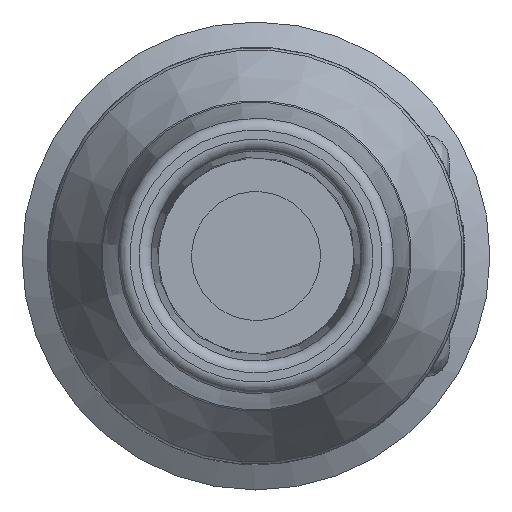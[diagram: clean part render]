
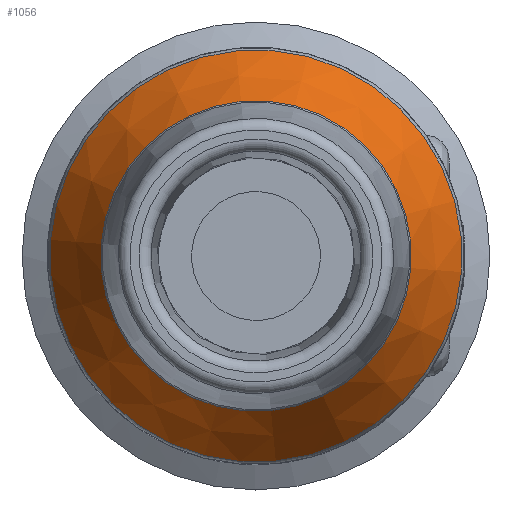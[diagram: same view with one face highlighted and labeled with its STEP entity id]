
A CAD part, front view. The second image highlights one B-rep face of the part: STEP entity #1056.
In plain terms, the highlighted conical face has half-angle 30 degrees and reference radius 4.65 mm.
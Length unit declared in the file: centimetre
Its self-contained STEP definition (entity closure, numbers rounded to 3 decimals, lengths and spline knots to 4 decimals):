
#154=CONICAL_SURFACE('',#1138,0.465,30.);
#206=FACE_BOUND('',#321,.T.);
#242=FACE_OUTER_BOUND('',#320,.T.);
#320=EDGE_LOOP('',(#742));
#321=EDGE_LOOP('',(#743));
#427=CIRCLE('',#1137,0.5283);
#428=CIRCLE('',#1139,0.3982);
#491=VERTEX_POINT('',#1565);
#492=VERTEX_POINT('',#1568);
#594=EDGE_CURVE('',#491,#491,#427,.T.);
#595=EDGE_CURVE('',#492,#492,#428,.T.);
#742=ORIENTED_EDGE('',*,*,#595,.F.);
#743=ORIENTED_EDGE('',*,*,#594,.F.);
#1056=ADVANCED_FACE('',(#242,#206),#154,.T.);
#1137=AXIS2_PLACEMENT_3D('',#1566,#1273,#1274);
#1138=AXIS2_PLACEMENT_3D('',#1567,#1275,#1276);
#1139=AXIS2_PLACEMENT_3D('',#1569,#1277,#1278);
#1273=DIRECTION('center_axis',(0.,1.,0.));
#1274=DIRECTION('ref_axis',(-0.964,0.,-0.268));
#1275=DIRECTION('center_axis',(0.,1.,0.));
#1276=DIRECTION('ref_axis',(0.964,0.,0.268));
#1277=DIRECTION('center_axis',(0.,-1.,0.));
#1278=DIRECTION('ref_axis',(-0.964,0.,-0.268));
#1565=CARTESIAN_POINT('',(5.0538,-5.1958,1.5766));
#1566=CARTESIAN_POINT('Origin',(4.5447,-5.1958,1.4353));
#1567=CARTESIAN_POINT('Origin',(4.5447,-5.3054,1.4353));
#1568=CARTESIAN_POINT('',(4.9284,-5.4211,1.5418));
#1569=CARTESIAN_POINT('Origin',(4.5447,-5.4211,1.4353));
